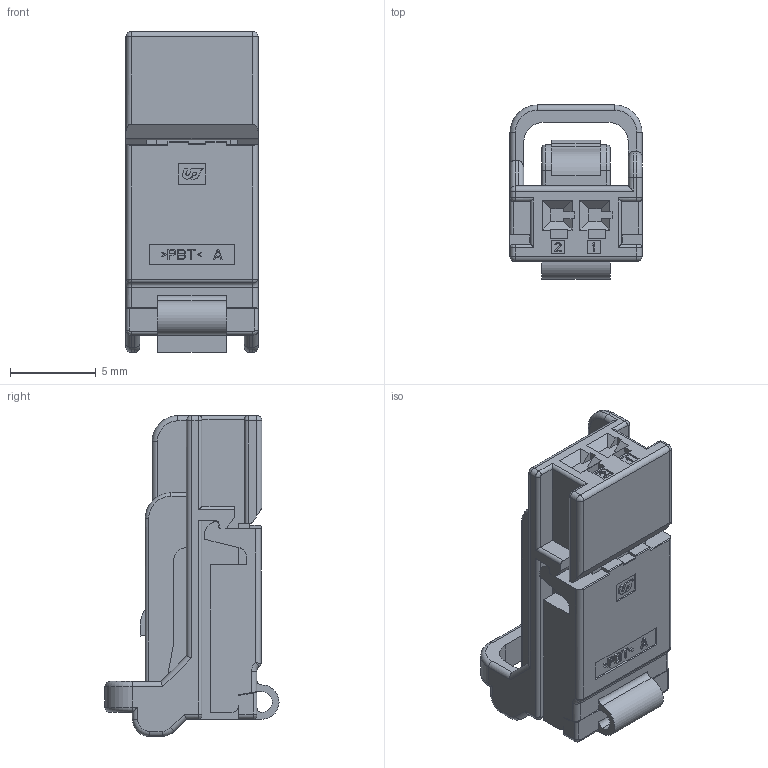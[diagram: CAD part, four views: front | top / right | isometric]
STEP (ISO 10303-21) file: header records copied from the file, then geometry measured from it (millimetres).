
FILE_DESCRIPTION((''),'2;1');
FILE_NAME('025_D_2F_HSG_A_2ND_LOCK','2023-01-04T13:55:51',('jhryu'),(''),'CREO PARAMETRIC BY PTC INC, 2017380','CREO PARAMETRIC BY PTC INC, 2017380','');
FILE_SCHEMA(('CONFIG_CONTROL_DESIGN'));
Length unit declared in the file: millimetre
Products named in the file (1): 025_D_2F_HSG_A_2ND_LOCK
Bounding box: 7.7 x 10.15 x 18.7 mm (x, y, z)
Volume: 651 mm3; surface area: 1027 mm2
Topology: 1 solids, 1 shells, 524 faces, 1415 edges, 903 vertices
Faces by surface type: plane 361, cylinder 132, torus 18, bspline 10, sphere 3
Entity records: 16534 total; most frequent: CARTESIAN_POINT 3305, ORIENTED_EDGE 2830, DIRECTION 2615, EDGE_CURVE 1415, VECTOR 1135, LINE 1135, VERTEX_POINT 903, AXIS2_PLACEMENT_3D 740
